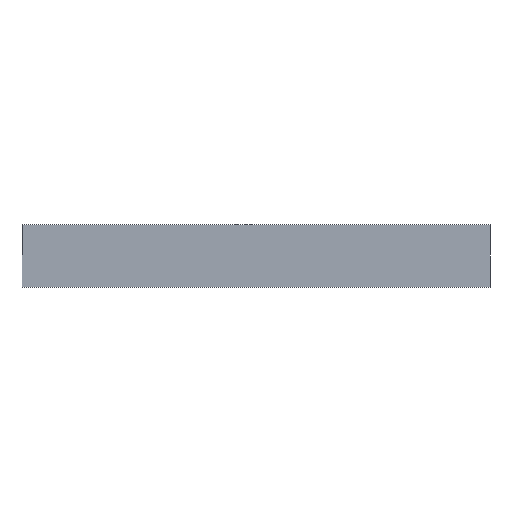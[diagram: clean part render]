
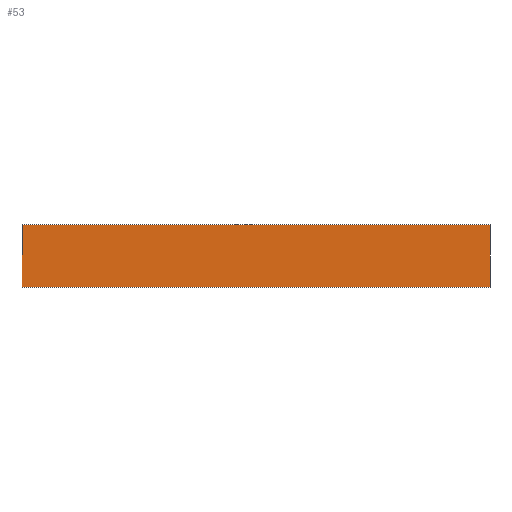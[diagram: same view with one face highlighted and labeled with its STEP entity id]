
A CAD part, top view. The second image highlights one B-rep face of the part: STEP entity #53.
In plain terms, the highlighted planar face has unit normal (0, 0, 1).
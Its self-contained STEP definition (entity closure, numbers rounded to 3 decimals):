
#14=DIRECTION('',(-1.,0.,0.));
#15=VECTOR('',#14,15.);
#16=CARTESIAN_POINT('',(15.,0.,0.));
#17=LINE('',#16,#15);
#18=DIRECTION('',(0.,1.,0.));
#19=VECTOR('',#18,2.);
#20=CARTESIAN_POINT('',(0.,0.,0.));
#21=LINE('',#20,#19);
#22=DIRECTION('',(1.,0.,0.));
#23=VECTOR('',#22,15.);
#24=CARTESIAN_POINT('',(0.,2.,0.));
#25=LINE('',#24,#23);
#26=DIRECTION('',(0.,-1.,0.));
#27=VECTOR('',#26,2.);
#28=CARTESIAN_POINT('',(15.,2.,0.));
#29=LINE('',#28,#27);
#30=CARTESIAN_POINT('',(0.,0.,0.));
#31=CARTESIAN_POINT('',(15.,0.,0.));
#32=VERTEX_POINT('',#30);
#33=VERTEX_POINT('',#31);
#34=CARTESIAN_POINT('',(15.,2.,0.));
#35=VERTEX_POINT('',#34);
#36=CARTESIAN_POINT('',(0.,2.,0.));
#37=VERTEX_POINT('',#36);
#38=CARTESIAN_POINT('',(0.,0.,0.));
#39=DIRECTION('',(0.,0.,1.));
#40=DIRECTION('',(1.,0.,0.));
#41=AXIS2_PLACEMENT_3D('',#38,#39,#40);
#42=PLANE('',#41);
#44=ORIENTED_EDGE('',*,*,#43,.T.);
#46=ORIENTED_EDGE('',*,*,#45,.T.);
#48=ORIENTED_EDGE('',*,*,#47,.T.);
#50=ORIENTED_EDGE('',*,*,#49,.T.);
#51=EDGE_LOOP('',(#44,#46,#48,#50));
#52=FACE_OUTER_BOUND('',#51,.F.);
#43=EDGE_CURVE('',#33,#32,#17,.T.);
#45=EDGE_CURVE('',#32,#37,#21,.T.);
#47=EDGE_CURVE('',#37,#35,#25,.T.);
#49=EDGE_CURVE('',#35,#33,#29,.T.);
#53=ADVANCED_FACE('',(#52),#42,.T.);
